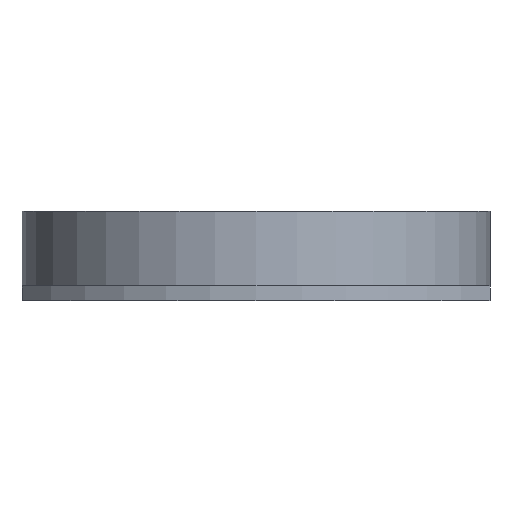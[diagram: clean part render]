
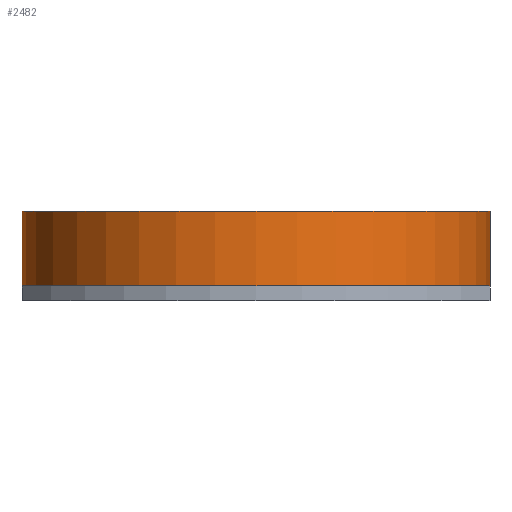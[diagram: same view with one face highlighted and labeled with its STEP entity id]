
A CAD part, left-side view. The second image highlights one B-rep face of the part: STEP entity #2482.
In plain terms, the highlighted cylindrical face has radius 47 mm (diameter 94 mm), a full revolution.
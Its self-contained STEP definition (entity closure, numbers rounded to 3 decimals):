
#369=FACE_OUTER_BOUND('',#607,.T.);
#607=EDGE_LOOP('',(#2186,#2187,#2188,#2189,#2190,#2191));
#753=LINE('',#4426,#863);
#863=VECTOR('',#3730,47.);
#990=CIRCLE('',#2743,47.);
#999=CIRCLE('',#2758,47.);
#1000=CIRCLE('',#2759,47.);
#1069=CIRCLE('',#2880,47.);
#1200=VERTEX_POINT('',#4164);
#1201=VERTEX_POINT('',#4168);
#1210=VERTEX_POINT('',#4199);
#1279=VERTEX_POINT('',#4424);
#1474=EDGE_CURVE('',#1201,#1200,#990,.T.);
#1490=EDGE_CURVE('',#1210,#1201,#999,.T.);
#1491=EDGE_CURVE('',#1200,#1210,#1000,.T.);
#1594=EDGE_CURVE('',#1279,#1279,#1069,.T.);
#1595=EDGE_CURVE('',#1279,#1210,#753,.T.);
#2186=ORIENTED_EDGE('',*,*,#1594,.F.);
#2187=ORIENTED_EDGE('',*,*,#1595,.T.);
#2188=ORIENTED_EDGE('',*,*,#1490,.T.);
#2189=ORIENTED_EDGE('',*,*,#1474,.T.);
#2190=ORIENTED_EDGE('',*,*,#1491,.T.);
#2191=ORIENTED_EDGE('',*,*,#1595,.F.);
#2323=CYLINDRICAL_SURFACE('',#2879,47.);
#2482=ADVANCED_FACE('',(#369),#2323,.T.);
#2743=AXIS2_PLACEMENT_3D('',#4169,#3413,#3414);
#2758=AXIS2_PLACEMENT_3D('',#4200,#3450,#3451);
#2759=AXIS2_PLACEMENT_3D('',#4201,#3452,#3453);
#2879=AXIS2_PLACEMENT_3D('',#4423,#3726,#3727);
#2880=AXIS2_PLACEMENT_3D('',#4425,#3728,#3729);
#3413=DIRECTION('center_axis',(0.,0.,1.));
#3414=DIRECTION('ref_axis',(-1.,0.,0.));
#3450=DIRECTION('center_axis',(0.,0.,1.));
#3451=DIRECTION('ref_axis',(-1.,0.,0.));
#3452=DIRECTION('center_axis',(0.,0.,1.));
#3453=DIRECTION('ref_axis',(-1.,0.,0.));
#3726=DIRECTION('center_axis',(0.,0.,1.));
#3727=DIRECTION('ref_axis',(-1.,0.,0.));
#3728=DIRECTION('center_axis',(0.,0.,1.));
#3729=DIRECTION('ref_axis',(-1.,0.,0.));
#3730=DIRECTION('',(0.,0.,-1.));
#4164=CARTESIAN_POINT('',(0.,-47.,-4.));
#4168=CARTESIAN_POINT('',(0.,47.,-4.));
#4169=CARTESIAN_POINT('Origin',(0.,0.,-4.));
#4199=CARTESIAN_POINT('',(47.,0.,-4.));
#4200=CARTESIAN_POINT('Origin',(0.,0.,-4.));
#4201=CARTESIAN_POINT('Origin',(0.,0.,-4.));
#4423=CARTESIAN_POINT('Origin',(0.,0.,9.));
#4424=CARTESIAN_POINT('',(47.,0.,11.));
#4425=CARTESIAN_POINT('Origin',(0.,0.,11.));
#4426=CARTESIAN_POINT('',(47.,0.,9.));
